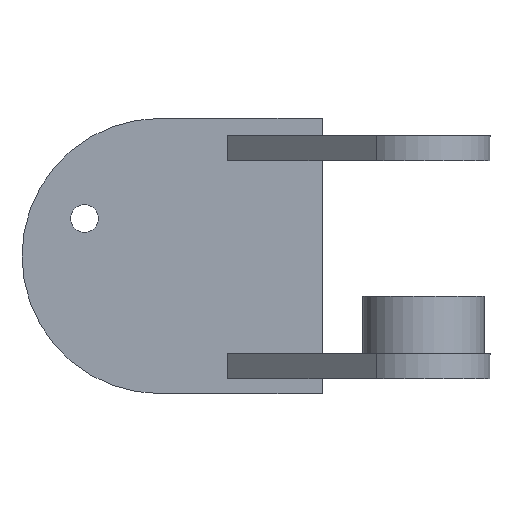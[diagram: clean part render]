
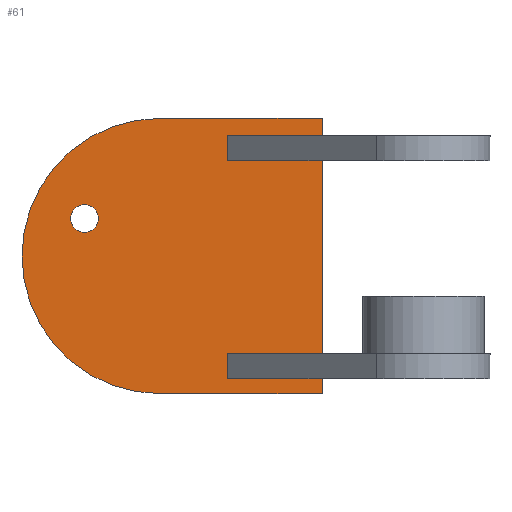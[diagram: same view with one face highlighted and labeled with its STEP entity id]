
A CAD part, left-side view. The second image highlights one B-rep face of the part: STEP entity #61.
In plain terms, the highlighted planar face has unit normal (-1, 0, 0).
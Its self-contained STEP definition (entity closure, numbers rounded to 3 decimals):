
#61=ADVANCED_FACE('',(#180,#181),#85,.T.);
#85=PLANE('',#483);
#100=LINE('',#652,#140);
#101=LINE('',#655,#141);
#102=LINE('',#657,#142);
#103=LINE('',#659,#143);
#104=LINE('',#661,#144);
#105=LINE('',#663,#145);
#106=LINE('',#665,#146);
#107=LINE('',#667,#147);
#108=LINE('',#669,#148);
#109=LINE('',#671,#149);
#110=LINE('',#675,#150);
#140=VECTOR('',#527,1.);
#141=VECTOR('',#528,1.);
#142=VECTOR('',#529,1.);
#143=VECTOR('',#530,1.);
#144=VECTOR('',#531,1.);
#145=VECTOR('',#532,1.);
#146=VECTOR('',#533,1.);
#147=VECTOR('',#534,1.);
#148=VECTOR('',#535,1.);
#149=VECTOR('',#536,1.);
#150=VECTOR('',#539,1.);
#180=FACE_BOUND('',#208,.T.);
#181=FACE_BOUND('',#209,.T.);
#208=EDGE_LOOP('',(#246));
#209=EDGE_LOOP('',(#247,#248,#249,#250,#251,#252,#253,#254,#255,#256,#257,
#258));
#246=ORIENTED_EDGE('',*,*,#404,.F.);
#247=ORIENTED_EDGE('',*,*,#405,.F.);
#248=ORIENTED_EDGE('',*,*,#406,.T.);
#249=ORIENTED_EDGE('',*,*,#407,.F.);
#250=ORIENTED_EDGE('',*,*,#408,.F.);
#251=ORIENTED_EDGE('',*,*,#409,.F.);
#252=ORIENTED_EDGE('',*,*,#410,.T.);
#253=ORIENTED_EDGE('',*,*,#411,.F.);
#254=ORIENTED_EDGE('',*,*,#412,.F.);
#255=ORIENTED_EDGE('',*,*,#413,.F.);
#256=ORIENTED_EDGE('',*,*,#414,.F.);
#257=ORIENTED_EDGE('',*,*,#415,.T.);
#258=ORIENTED_EDGE('',*,*,#416,.T.);
#362=VERTEX_POINT('',#651);
#363=VERTEX_POINT('',#653);
#364=VERTEX_POINT('',#654);
#365=VERTEX_POINT('',#656);
#366=VERTEX_POINT('',#658);
#367=VERTEX_POINT('',#660);
#368=VERTEX_POINT('',#662);
#369=VERTEX_POINT('',#664);
#370=VERTEX_POINT('',#666);
#371=VERTEX_POINT('',#668);
#372=VERTEX_POINT('',#670);
#373=VERTEX_POINT('',#672);
#374=VERTEX_POINT('',#674);
#404=EDGE_CURVE('',#362,#362,#462,.T.);
#405=EDGE_CURVE('',#363,#364,#100,.T.);
#406=EDGE_CURVE('',#363,#365,#101,.T.);
#407=EDGE_CURVE('',#366,#365,#102,.T.);
#408=EDGE_CURVE('',#367,#366,#103,.T.);
#409=EDGE_CURVE('',#368,#367,#104,.T.);
#410=EDGE_CURVE('',#368,#369,#105,.T.);
#411=EDGE_CURVE('',#370,#369,#106,.T.);
#412=EDGE_CURVE('',#371,#370,#107,.T.);
#413=EDGE_CURVE('',#372,#371,#108,.T.);
#414=EDGE_CURVE('',#373,#372,#109,.T.);
#415=EDGE_CURVE('',#373,#374,#463,.T.);
#416=EDGE_CURVE('',#374,#364,#110,.T.);
#462=CIRCLE('',#481,5.5);
#463=CIRCLE('',#482,55.);
#481=AXIS2_PLACEMENT_3D('',#650,#525,#526);
#482=AXIS2_PLACEMENT_3D('',#673,#537,#538);
#483=AXIS2_PLACEMENT_3D('',#676,#540,#541);
#525=DIRECTION('',(-1.,0.,0.));
#526=DIRECTION('',(0.,0.,1.));
#527=DIRECTION('',(0.,0.,-1.));
#528=DIRECTION('',(0.,1.,0.));
#529=DIRECTION('',(0.,0.,-1.));
#530=DIRECTION('',(0.,1.,0.));
#531=DIRECTION('',(0.,0.,-1.));
#532=DIRECTION('',(0.,1.,0.));
#533=DIRECTION('',(0.,0.,-1.));
#534=DIRECTION('',(0.,1.,0.));
#535=DIRECTION('',(0.,0.,-1.));
#536=DIRECTION('',(0.,-1.,0.));
#537=DIRECTION('',(-1.,0.,0.));
#538=DIRECTION('',(0.,1.,0.));
#539=DIRECTION('',(0.,-1.,0.));
#540=DIRECTION('',(-1.,0.,0.));
#541=DIRECTION('',(0.,0.,1.));
#650=CARTESIAN_POINT('',(-10.,85.,15.));
#651=CARTESIAN_POINT('',(-10.,85.,20.5));
#652=CARTESIAN_POINT('',(-10.,-10.,-55.));
#653=CARTESIAN_POINT('',(-10.,-10.,-49.));
#654=CARTESIAN_POINT('',(-10.,-10.,-55.));
#655=CARTESIAN_POINT('',(-10.,60.,-49.));
#656=CARTESIAN_POINT('',(-10.,27.76,-49.));
#657=CARTESIAN_POINT('',(-10.,27.76,0.));
#658=CARTESIAN_POINT('',(-10.,27.76,-39.));
#659=CARTESIAN_POINT('',(-10.,60.,-39.));
#660=CARTESIAN_POINT('',(-10.,-10.,-39.));
#661=CARTESIAN_POINT('',(-10.,-10.,-55.));
#662=CARTESIAN_POINT('',(-10.,-10.,38.));
#663=CARTESIAN_POINT('',(-10.,60.,38.));
#664=CARTESIAN_POINT('',(-10.,27.76,38.));
#665=CARTESIAN_POINT('',(-10.,27.76,0.));
#666=CARTESIAN_POINT('',(-10.,27.76,48.));
#667=CARTESIAN_POINT('',(-10.,60.,48.));
#668=CARTESIAN_POINT('',(-10.,-10.,48.));
#669=CARTESIAN_POINT('',(-10.,-10.,-55.));
#670=CARTESIAN_POINT('',(-10.,-10.,55.));
#671=CARTESIAN_POINT('',(-10.,0.,55.));
#672=CARTESIAN_POINT('',(-10.,55.,55.));
#673=CARTESIAN_POINT('',(-10.,55.,0.));
#674=CARTESIAN_POINT('',(-10.,55.,-55.));
#675=CARTESIAN_POINT('',(-10.,0.,-55.));
#676=CARTESIAN_POINT('',(-10.,60.,0.));
